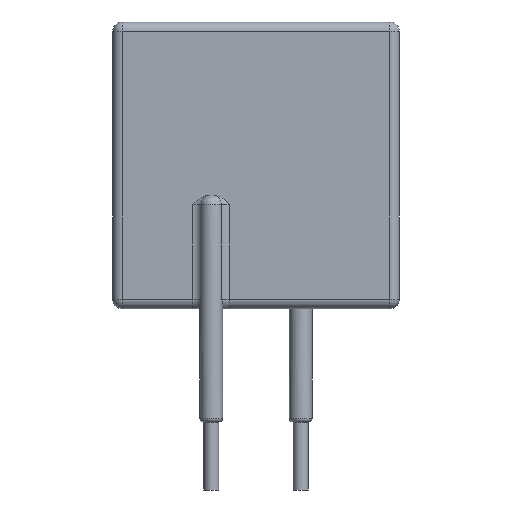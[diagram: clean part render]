
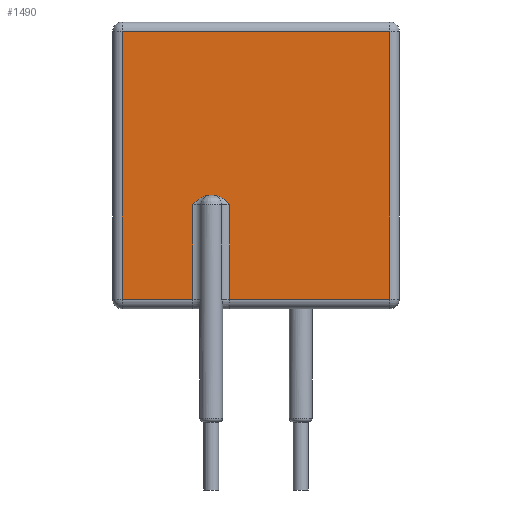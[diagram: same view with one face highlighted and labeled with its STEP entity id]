
A CAD part, front view. The second image highlights one B-rep face of the part: STEP entity #1490.
In plain terms, the highlighted planar face has unit normal (0, -1, 0).
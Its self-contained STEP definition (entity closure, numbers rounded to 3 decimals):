
#539=CARTESIAN_POINT('',(-7.09,-0.95,6.5));
#540=VERTEX_POINT('',#539);
#574=CARTESIAN_POINT('',(-7.09,-0.95,20.68));
#575=VERTEX_POINT('',#574);
#644=CARTESIAN_POINT('',(7.09,-0.95,20.68));
#645=VERTEX_POINT('',#644);
#712=CARTESIAN_POINT('',(7.09,-0.95,6.5));
#713=VERTEX_POINT('',#712);
#982=CARTESIAN_POINT('',(7.09,-0.95,20.68));
#983=DIRECTION('',(0.0,0.0,-1.0));
#984=VECTOR('',#983,14.18);
#985=LINE('',#982,#984);
#986=EDGE_CURVE('',#645,#713,#985,.T.);
#996=CARTESIAN_POINT('',(-1.387,-0.95,6.5));
#997=VERTEX_POINT('',#996);
#1014=CARTESIAN_POINT('',(7.09,-0.95,6.5));
#1015=DIRECTION('',(-1.0,0.0,0.0));
#1016=VECTOR('',#1015,8.477);
#1017=LINE('',#1014,#1016);
#1018=EDGE_CURVE('',#713,#997,#1017,.T.);
#1080=CARTESIAN_POINT('',(-7.09,-0.95,20.68));
#1081=DIRECTION('',(1.0,0.0,0.0));
#1082=VECTOR('',#1081,14.18);
#1083=LINE('',#1080,#1082);
#1084=EDGE_CURVE('',#575,#645,#1083,.T.);
#1223=CARTESIAN_POINT('',(-7.09,-0.95,6.5));
#1224=DIRECTION('',(0.0,0.0,1.0));
#1225=VECTOR('',#1224,14.18);
#1226=LINE('',#1223,#1225);
#1227=EDGE_CURVE('',#540,#575,#1226,.T.);
#1276=CARTESIAN_POINT('',(-3.346,-0.95,6.5));
#1277=VERTEX_POINT('',#1276);
#1285=CARTESIAN_POINT('',(-3.346,-0.95,6.5));
#1286=DIRECTION('',(-1.0,0.0,0.0));
#1287=VECTOR('',#1286,3.744);
#1288=LINE('',#1285,#1287);
#1289=EDGE_CURVE('',#1277,#540,#1288,.T.);
#1374=CARTESIAN_POINT('',(-1.387,-0.95,11.5));
#1375=VERTEX_POINT('',#1374);
#1376=CARTESIAN_POINT('',(-1.387,-0.95,6.5));
#1377=DIRECTION('',(0.0,0.0,1.0));
#1378=VECTOR('',#1377,5.0);
#1379=LINE('',#1376,#1378);
#1380=EDGE_CURVE('',#997,#1375,#1379,.T.);
#1393=CARTESIAN_POINT('',(0.0,-0.95,13.59));
#1394=DIRECTION('',(0.0,1.0,0.0));
#1395=DIRECTION('',(0.0,0.0,1.0));
#1396=AXIS2_PLACEMENT_3D('',#1393,#1394,#1395);
#1397=PLANE('',#1396);
#1398=ORIENTED_EDGE('',*,*,#1018,.F.);
#1399=ORIENTED_EDGE('',*,*,#986,.F.);
#1400=ORIENTED_EDGE('',*,*,#1084,.F.);
#1401=ORIENTED_EDGE('',*,*,#1227,.F.);
#1402=ORIENTED_EDGE('',*,*,#1289,.F.);
#1403=CARTESIAN_POINT('',(-3.346,-0.95,11.5));
#1404=VERTEX_POINT('',#1403);
#1405=CARTESIAN_POINT('',(-3.346,-0.95,11.5));
#1406=DIRECTION('',(0.0,0.0,-1.0));
#1407=VECTOR('',#1406,5.0);
#1408=LINE('',#1405,#1407);
#1409=EDGE_CURVE('',#1404,#1277,#1408,.T.);
#1410=ORIENTED_EDGE('',*,*,#1409,.F.);
#1411=CARTESIAN_POINT('',(-2.48,-0.95,12.));
#1412=VERTEX_POINT('',#1411);
#1413=CARTESIAN_POINT('',(-3.346,-0.95,11.5));
#1414=CARTESIAN_POINT('',(-3.277,-0.95,11.569));
#1415=CARTESIAN_POINT('',(-3.201,-0.95,11.646));
#1416=CARTESIAN_POINT('',(-3.039,-0.95,11.786));
#1417=CARTESIAN_POINT('',(-2.952,-0.95,11.848));
#1418=CARTESIAN_POINT('',(-2.81,-0.95,11.925));
#1419=CARTESIAN_POINT('',(-2.746,-0.95,11.953));
#1420=CARTESIAN_POINT('',(-2.613,-0.95,11.99));
#1421=CARTESIAN_POINT('',(-2.544,-0.95,12.));
#1422=CARTESIAN_POINT('',(-2.444,-0.95,12.));
#1423=CARTESIAN_POINT('',(-2.405,-0.95,11.997));
#1424=CARTESIAN_POINT('',(-2.327,-0.95,11.983));
#1425=CARTESIAN_POINT('',(-2.289,-0.95,11.972));
#1426=CARTESIAN_POINT('',(-2.226,-0.95,11.946));
#1427=CARTESIAN_POINT('',(-2.193,-0.95,11.93));
#1428=CARTESIAN_POINT('',(-2.133,-0.95,11.892));
#1429=CARTESIAN_POINT('',(-2.105,-0.95,11.87));
#1430=CARTESIAN_POINT('',(-2.059,-0.95,11.826));
#1431=CARTESIAN_POINT('',(-2.037,-0.95,11.8));
#1432=CARTESIAN_POINT('',(-1.999,-0.95,11.744));
#1433=CARTESIAN_POINT('',(-1.982,-0.95,11.715));
#1434=CARTESIAN_POINT('',(-1.958,-0.95,11.658));
#1435=CARTESIAN_POINT('',(-1.948,-0.95,11.627));
#1436=CARTESIAN_POINT('',(-1.935,-0.95,11.563));
#1437=CARTESIAN_POINT('',(-1.932,-0.95,11.53));
#1438=CARTESIAN_POINT('',(-1.932,-0.95,11.47));
#1439=CARTESIAN_POINT('',(-1.935,-0.95,11.437));
#1440=CARTESIAN_POINT('',(-1.948,-0.95,11.373));
#1441=CARTESIAN_POINT('',(-1.958,-0.95,11.342));
#1442=CARTESIAN_POINT('',(-1.982,-0.95,11.285));
#1443=CARTESIAN_POINT('',(-1.999,-0.95,11.256));
#1444=CARTESIAN_POINT('',(-2.037,-0.95,11.2));
#1445=CARTESIAN_POINT('',(-2.059,-0.95,11.174));
#1446=CARTESIAN_POINT('',(-2.105,-0.95,11.13));
#1447=CARTESIAN_POINT('',(-2.133,-0.95,11.108));
#1448=CARTESIAN_POINT('',(-2.193,-0.95,11.07));
#1449=CARTESIAN_POINT('',(-2.226,-0.95,11.054));
#1450=CARTESIAN_POINT('',(-2.289,-0.95,11.028));
#1451=CARTESIAN_POINT('',(-2.327,-0.95,11.017));
#1452=CARTESIAN_POINT('',(-2.405,-0.95,11.003));
#1453=CARTESIAN_POINT('',(-2.444,-0.95,11.));
#1454=CARTESIAN_POINT('',(-2.544,-0.95,11.));
#1455=CARTESIAN_POINT('',(-2.613,-0.95,11.01));
#1456=CARTESIAN_POINT('',(-2.746,-0.95,11.047));
#1457=CARTESIAN_POINT('',(-2.81,-0.95,11.075));
#1458=CARTESIAN_POINT('',(-2.952,-0.95,11.152));
#1459=CARTESIAN_POINT('',(-3.039,-0.95,11.214));
#1460=CARTESIAN_POINT('',(-3.201,-0.95,11.354));
#1461=CARTESIAN_POINT('',(-3.277,-0.95,11.431));
#1462=CARTESIAN_POINT('',(-3.346,-0.95,11.5));
#1463=B_SPLINE_CURVE_WITH_KNOTS('',3,(#1413,#1414,#1415,#1416,#1417,#1418,#1419,#1420,#1421,#1422,#1423,#1424,#1425,#1426,#1427,#1428,#1429,#1430,#1431,#1432,#1433,#1434,#1435,#1436,#1437,#1438,#1439,#1440,#1441,#1442,#1443,#1444,#1445,#1446,#1447,#1448,#1449,#1450,#1451,#1452,#1453,#1454,#1455,#1456,#1457,#1458,#1459,#1460,#1461,#1462),.UNSPECIFIED.,.T.,.U.,(4,2,2,2,2,2,2,2,2,2,2,2,2,2,2,2,2,2,2,2,2,2,2,2,4),(0.0,0.294,0.588,0.779,0.97,1.078,1.186,1.284,1.383,1.476,1.569,1.659,1.749,1.839,1.929,2.022,2.115,2.213,2.311,2.42,2.528,2.719,2.91,3.204,3.498),.UNSPECIFIED.);
#1464=EDGE_CURVE('',#1412,#1404,#1463,.F.);
#1465=ORIENTED_EDGE('',*,*,#1464,.F.);
#1466=CARTESIAN_POINT('',(-2.253,-0.95,12.));
#1467=VERTEX_POINT('',#1466);
#1468=CARTESIAN_POINT('',(-2.48,-0.95,12.));
#1469=DIRECTION('',(1.0,0.0,0.0));
#1470=VECTOR('',#1469,0.228);
#1471=LINE('',#1468,#1470);
#1472=EDGE_CURVE('',#1412,#1467,#1471,.T.);
#1473=ORIENTED_EDGE('',*,*,#1472,.T.);
#1474=CARTESIAN_POINT('',(-2.253,-0.95,12.));
#1475=CARTESIAN_POINT('',(-2.189,-0.95,12.));
#1476=CARTESIAN_POINT('',(-2.12,-0.95,11.99));
#1477=CARTESIAN_POINT('',(-1.987,-0.95,11.953));
#1478=CARTESIAN_POINT('',(-1.923,-0.95,11.925));
#1479=CARTESIAN_POINT('',(-1.781,-0.95,11.848));
#1480=CARTESIAN_POINT('',(-1.694,-0.95,11.786));
#1481=CARTESIAN_POINT('',(-1.532,-0.95,11.646));
#1482=CARTESIAN_POINT('',(-1.456,-0.95,11.569));
#1483=CARTESIAN_POINT('',(-1.387,-0.95,11.5));
#1484=B_SPLINE_CURVE_WITH_KNOTS('',3,(#1474,#1475,#1476,#1477,#1478,#1479,#1480,#1481,#1482,#1483),.UNSPECIFIED.,.F.,.U.,(4,2,2,2,4),(2.528,2.719,2.91,3.204,3.498),.UNSPECIFIED.);
#1485=EDGE_CURVE('',#1375,#1467,#1484,.F.);
#1486=ORIENTED_EDGE('',*,*,#1485,.F.);
#1487=ORIENTED_EDGE('',*,*,#1380,.F.);
#1488=EDGE_LOOP('',(#1398,#1399,#1400,#1401,#1402,#1410,#1465,#1473,#1486,#1487));
#1489=FACE_OUTER_BOUND('',#1488,.T.);
#1490=ADVANCED_FACE('',(#1489),#1397,.F.);
